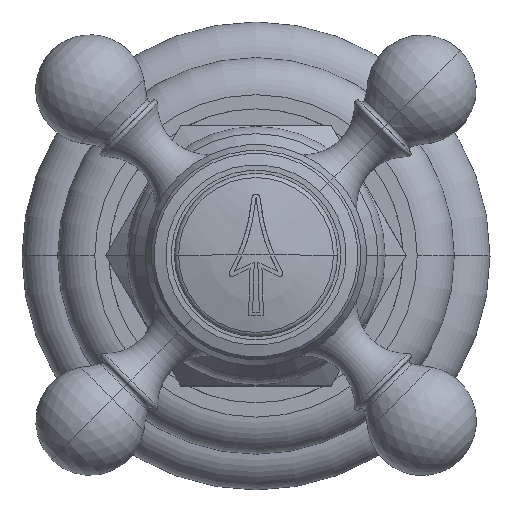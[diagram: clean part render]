
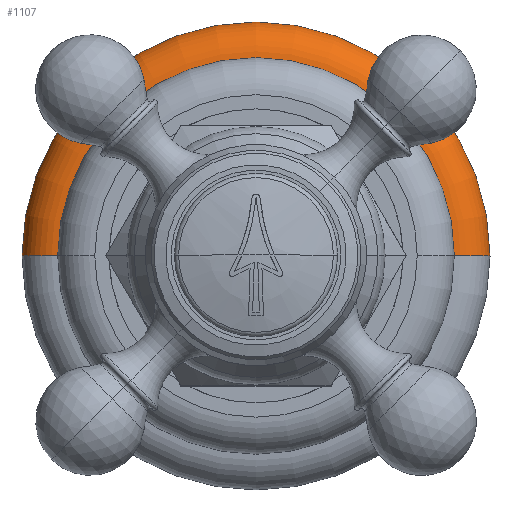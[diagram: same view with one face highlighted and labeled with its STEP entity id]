
A CAD part, top view. The second image highlights one B-rep face of the part: STEP entity #1107.
In plain terms, the highlighted toroidal (fillet/blend) face has major radius 25.219 mm and minor radius 4.753 mm.
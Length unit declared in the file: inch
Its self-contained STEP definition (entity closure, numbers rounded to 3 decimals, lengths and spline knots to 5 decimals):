
#442=CARTESIAN_POINT('',(0.,0.,0.187));
#443=DIRECTION('',(0.,0.,1.));
#444=DIRECTION('',(1.,0.,0.));
#445=AXIS2_PLACEMENT_3D('',#442,#443,#444);
#457=CARTESIAN_POINT('',(0.99286,0.,0.));
#458=DIRECTION('',(0.,-1.,0.));
#459=DIRECTION('',(1.,0.,0.));
#460=AXIS2_PLACEMENT_3D('',#457,#458,#459);
#462=CARTESIAN_POINT('',(-0.99286,0.,0.));
#463=DIRECTION('',(0.,1.,0.));
#464=DIRECTION('',(-1.,0.,0.));
#465=AXIS2_PLACEMENT_3D('',#462,#463,#464);
#467=CARTESIAN_POINT('',(0.,0.,0.));
#468=DIRECTION('',(0.,0.,1.));
#469=DIRECTION('',(1.,0.,0.));
#470=AXIS2_PLACEMENT_3D('',#467,#468,#469);
#472=CARTESIAN_POINT('',(1.18,0.,0.));
#473=CARTESIAN_POINT('',(1.,0.,0.187));
#474=VERTEX_POINT('',#472);
#475=VERTEX_POINT('',#473);
#478=CARTESIAN_POINT('',(-1.18,0.,0.));
#479=CARTESIAN_POINT('',(-1.,0.,0.187));
#480=VERTEX_POINT('',#478);
#481=VERTEX_POINT('',#479);
#1095=CARTESIAN_POINT('',(0.,0.,0.));
#1096=DIRECTION('',(0.,0.,-1.));
#1097=DIRECTION('',(-1.,0.,0.));
#1098=AXIS2_PLACEMENT_3D('',#1095,#1096,#1097);
#1099=TOROIDAL_SURFACE('',#1098,0.99286,0.18714);
#1100=ORIENTED_EDGE('',*,*,#1085,.T.);
#1101=ORIENTED_EDGE('',*,*,#1062,.T.);
#1102=ORIENTED_EDGE('',*,*,#1089,.F.);
#1104=ORIENTED_EDGE('',*,*,#1103,.F.);
#1105=EDGE_LOOP('',(#1100,#1101,#1102,#1104));
#1106=FACE_OUTER_BOUND('',#1105,.F.);
#1107=ADVANCED_FACE('',(#1106),#1099,.T.);
#446=CIRCLE('',#445,1.);
#461=CIRCLE('',#460,0.18714);
#466=CIRCLE('',#465,0.18714);
#471=CIRCLE('',#470,1.18);
#1062=EDGE_CURVE('',#475,#481,#446,.T.);
#1085=EDGE_CURVE('',#474,#475,#461,.T.);
#1089=EDGE_CURVE('',#480,#481,#466,.T.);
#1103=EDGE_CURVE('',#474,#480,#471,.T.);
